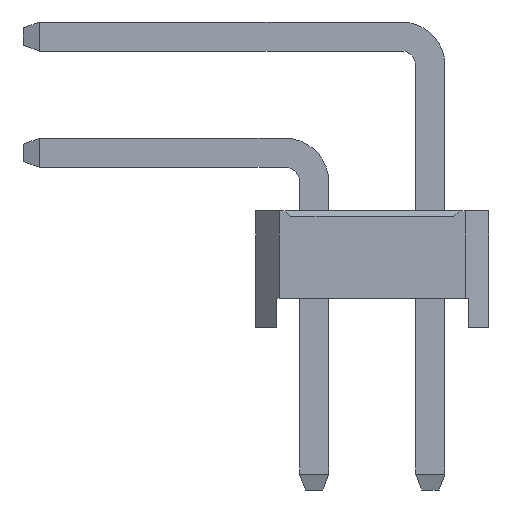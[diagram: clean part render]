
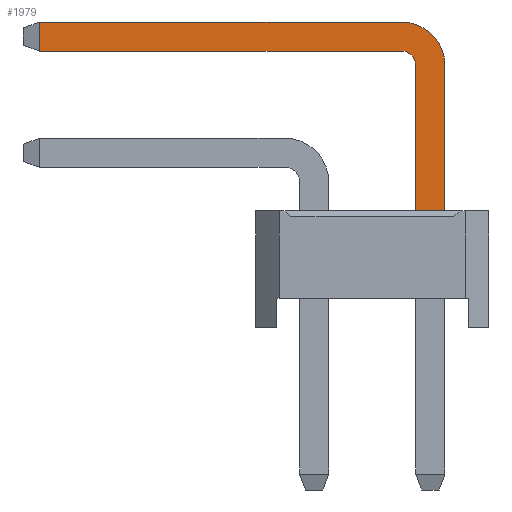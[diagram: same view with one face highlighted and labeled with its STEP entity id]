
A CAD part, left-side view. The second image highlights one B-rep face of the part: STEP entity #1979.
In plain terms, the highlighted planar face has unit normal (-1, 0, 0).
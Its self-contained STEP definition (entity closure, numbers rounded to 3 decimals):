
#1979=ADVANCED_FACE('',(#8519),#8521,.T.);
#8519=FACE_BOUND('',#8520,.T.);
#8520=EDGE_LOOP('',(#13807,#13808,#13809,#13810,#13811,#13812,#13813,#13814));
#8521=PLANE('',#8522);
#8522=AXIS2_PLACEMENT_3D('',#8523,#8524,#8525);
#8523=CARTESIAN_POINT('',(-0.25,-1.75,-2.8));
#8524=DIRECTION('',(-1.,0.,0.));
#8525=DIRECTION('',(0.,-1.,0.));
#13807=ORIENTED_EDGE('',*,*,#17065,.F.);
#13808=ORIENTED_EDGE('',*,*,#17066,.F.);
#13809=ORIENTED_EDGE('',*,*,#17067,.F.);
#13810=ORIENTED_EDGE('',*,*,#17068,.F.);
#13811=ORIENTED_EDGE('',*,*,#16255,.T.);
#13812=ORIENTED_EDGE('',*,*,#17064,.T.);
#13813=ORIENTED_EDGE('',*,*,#17069,.T.);
#13814=ORIENTED_EDGE('',*,*,#17070,.T.);
#16255=EDGE_CURVE('',#18296,#18294,#18297,.T.);
#17064=EDGE_CURVE('',#18294,#19681,#19683,.T.);
#17065=EDGE_CURVE('',#19684,#19685,#19686,.T.);
#17066=EDGE_CURVE('',#19687,#19684,#19688,.T.);
#17067=EDGE_CURVE('',#19689,#19687,#19690,.T.);
#17068=EDGE_CURVE('',#18296,#19689,#19691,.T.);
#17069=EDGE_CURVE('',#19681,#19692,#19693,.T.);
#17070=EDGE_CURVE('',#19692,#19685,#19694,.T.);
#18294=VERTEX_POINT('',#21678);
#18296=VERTEX_POINT('',#21682);
#18297=LINE('',#21683,#21684);
#19681=VERTEX_POINT('',#24733);
#19683=LINE('',#24737,#24738);
#19684=VERTEX_POINT('',#24740);
#19685=VERTEX_POINT('',#24741);
#19686=LINE('',#24742,#24743);
#19687=VERTEX_POINT('',#24745);
#19688=LINE('',#24746,#24747);
#19689=VERTEX_POINT('',#24749);
#19690=CIRCLE('',#24750,0.25);
#19691=LINE('',#24754,#24755);
#19692=VERTEX_POINT('',#24757);
#19693=CIRCLE('',#24758,0.75);
#19694=LINE('',#24762,#24763);
#21678=CARTESIAN_POINT('',(-0.25,-2.25,2.));
#21682=CARTESIAN_POINT('',(-0.25,-1.75,2.));
#21683=CARTESIAN_POINT('',(-0.25,-1.75,2.));
#21684=VECTOR('',#21685,1.);
#21685=DIRECTION('',(0.,-1.,0.));
#24733=CARTESIAN_POINT('',(-0.25,-2.25,4.5));
#24737=CARTESIAN_POINT('',(-0.25,-2.25,2.));
#24738=VECTOR('',#24739,1.);
#24739=DIRECTION('',(0.,0.,1.));
#24740=CARTESIAN_POINT('',(-0.25,4.725,4.75));
#24741=CARTESIAN_POINT('',(-0.25,4.725,5.25));
#24742=CARTESIAN_POINT('',(-0.25,4.725,4.75));
#24743=VECTOR('',#24744,1.);
#24744=DIRECTION('',(0.,0.,1.));
#24745=CARTESIAN_POINT('',(-0.25,-1.5,4.75));
#24746=CARTESIAN_POINT('',(-0.25,-1.5,4.75));
#24747=VECTOR('',#24748,1.);
#24748=DIRECTION('',(0.,1.,0.));
#24749=CARTESIAN_POINT('',(-0.25,-1.75,4.5));
#24750=AXIS2_PLACEMENT_3D('',#24751,#24752,#24753);
#24751=CARTESIAN_POINT('',(-0.25,-1.5,4.5));
#24752=DIRECTION('',(-1.,-0.,0.));
#24753=DIRECTION('',(0.,-1.,0.));
#24754=CARTESIAN_POINT('',(-0.25,-1.75,2.));
#24755=VECTOR('',#24756,1.);
#24756=DIRECTION('',(0.,0.,1.));
#24757=CARTESIAN_POINT('',(-0.25,-1.5,5.25));
#24758=AXIS2_PLACEMENT_3D('',#24759,#24760,#24761);
#24759=CARTESIAN_POINT('',(-0.25,-1.5,4.5));
#24760=DIRECTION('',(-1.,-0.,0.));
#24761=DIRECTION('',(0.,-1.,0.));
#24762=CARTESIAN_POINT('',(-0.25,-1.5,5.25));
#24763=VECTOR('',#24764,1.);
#24764=DIRECTION('',(0.,1.,0.));
